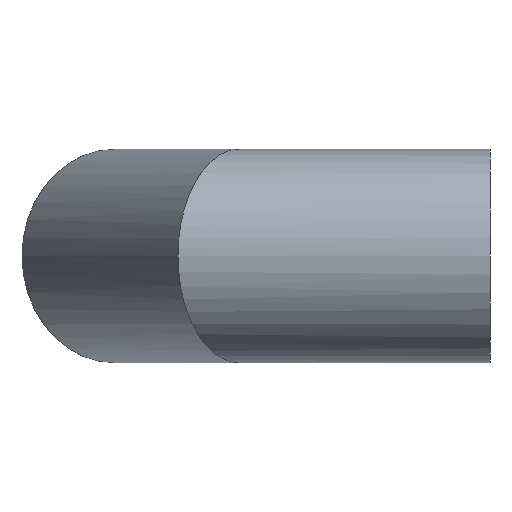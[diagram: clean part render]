
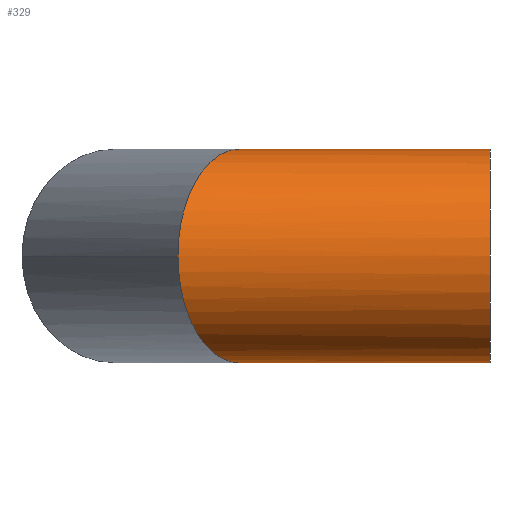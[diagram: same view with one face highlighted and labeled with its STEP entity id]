
A CAD part, left-side view. The second image highlights one B-rep face of the part: STEP entity #329.
In plain terms, the highlighted cylindrical face has radius 62.5 mm (diameter 125 mm), a partial arc.
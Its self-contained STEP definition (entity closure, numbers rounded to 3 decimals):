
#7 = EDGE_LOOP ( 'NONE', ( #103, #33, #89, #38, #175 ) ) ;
#12 = CARTESIAN_POINT ( 'NONE',  ( -62.5, 182.751, 0. ) ) ;
#16 = DIRECTION ( 'NONE',  ( 0., 1., 0. ) ) ;
#33 = ORIENTED_EDGE ( 'NONE', *, *, #322, .T. ) ;
#38 = ORIENTED_EDGE ( 'NONE', *, *, #183, .T. ) ;
#42 = CARTESIAN_POINT ( 'NONE',  ( 0., 146.667, 62.5 ) ) ;
#53 = DIRECTION ( 'NONE',  ( 0., 0., 1. ) ) ;
#59 = CARTESIAN_POINT ( 'NONE',  ( 0., 0., 0. ) ) ;
#76 = CARTESIAN_POINT ( 'NONE',  ( 0., 146.667, -62.5 ) ) ;
#82 = FACE_OUTER_BOUND ( 'NONE', #7, .T. ) ;
#85 = CARTESIAN_POINT ( 'NONE',  ( 0., 0., 0. ) ) ;
#89 = ORIENTED_EDGE ( 'NONE', *, *, #129, .T. ) ;
#96 = VERTEX_POINT ( 'NONE', #157 ) ;
#103 = ORIENTED_EDGE ( 'NONE', *, *, #195, .F. ) ;
#104 = LINE ( 'NONE', #245, #276 ) ;
#107 = VERTEX_POINT ( 'NONE', #378 ) ;
#108 = DIRECTION ( 'NONE',  ( 0., 1., 0. ) ) ;
#113 = CARTESIAN_POINT ( 'NONE',  ( -36.612, 167.804, -62.5 ) ) ;
#114 = DIRECTION ( 'NONE',  ( 0., 0., 1. ) ) ;
#127 = CARTESIAN_POINT ( 'NONE',  ( -62.5, 182.751, 0. ) ) ;
#129 = EDGE_CURVE ( 'NONE', #96, #107, #184, .T. ) ;
#134 = CARTESIAN_POINT ( 'NONE',  ( 0., 146.667, -62.5 ) ) ;
#140 = VERTEX_POINT ( 'NONE', #12 ) ;
#149 =( BOUNDED_CURVE ( )  B_SPLINE_CURVE ( 3, ( #197, #283, #113, #134 ),
 .UNSPECIFIED., .F., .F. ) 
 B_SPLINE_CURVE_WITH_KNOTS ( ( 4, 4 ),
 ( 0., 1.571 ),
 .UNSPECIFIED. ) 
 CURVE ( )  GEOMETRIC_REPRESENTATION_ITEM ( )  RATIONAL_B_SPLINE_CURVE ( ( 1., 0.805, 0.805, 1. ) ) 
 REPRESENTATION_ITEM ( '' )  );
#157 = CARTESIAN_POINT ( 'NONE',  ( 0., 0., 62.5 ) ) ;
#158 = CARTESIAN_POINT ( 'NONE',  ( -36.612, 167.804, 62.5 ) ) ;
#166 = AXIS2_PLACEMENT_3D ( 'NONE', #59, #250, #114 ) ;
#175 = ORIENTED_EDGE ( 'NONE', *, *, #368, .T. ) ;
#183 = EDGE_CURVE ( 'NONE', #107, #140, #264, .T. ) ;
#184 = LINE ( 'NONE', #308, #386 ) ;
#187 = CYLINDRICAL_SURFACE ( 'NONE', #313, 62.5 ) ;
#195 = EDGE_CURVE ( 'NONE', #238, #210, #104, .T. ) ;
#197 = CARTESIAN_POINT ( 'NONE',  ( -62.5, 182.751, 0. ) ) ;
#210 = VERTEX_POINT ( 'NONE', #76 ) ;
#216 = CARTESIAN_POINT ( 'NONE',  ( -62.5, 182.751, 36.612 ) ) ;
#224 = DIRECTION ( 'NONE',  ( 0., 1., 0. ) ) ;
#238 = VERTEX_POINT ( 'NONE', #252 ) ;
#245 = CARTESIAN_POINT ( 'NONE',  ( 0., 0., -62.5 ) ) ;
#250 = DIRECTION ( 'NONE',  ( 0., 1., 0. ) ) ;
#252 = CARTESIAN_POINT ( 'NONE',  ( 0., 0., -62.5 ) ) ;
#264 =( BOUNDED_CURVE ( )  B_SPLINE_CURVE ( 3, ( #42, #158, #216, #127 ),
 .UNSPECIFIED., .F., .F. ) 
 B_SPLINE_CURVE_WITH_KNOTS ( ( 4, 4 ),
 ( 4.712, 6.283 ),
 .UNSPECIFIED. ) 
 CURVE ( )  GEOMETRIC_REPRESENTATION_ITEM ( )  RATIONAL_B_SPLINE_CURVE ( ( 1., 0.805, 0.805, 1. ) ) 
 REPRESENTATION_ITEM ( '' )  );
#276 = VECTOR ( 'NONE', #108, 1000. ) ;
#282 = CIRCLE ( 'NONE', #166, 62.5 ) ;
#283 = CARTESIAN_POINT ( 'NONE',  ( -62.5, 182.751, -36.612 ) ) ;
#308 = CARTESIAN_POINT ( 'NONE',  ( 0., 0., 62.5 ) ) ;
#313 = AXIS2_PLACEMENT_3D ( 'NONE', #85, #224, #53 ) ;
#322 = EDGE_CURVE ( 'NONE', #238, #96, #282, .T. ) ;
#329 = ADVANCED_FACE ( 'NONE', ( #82 ), #187, .T. ) ;
#368 = EDGE_CURVE ( 'NONE', #140, #210, #149, .T. ) ;
#378 = CARTESIAN_POINT ( 'NONE',  ( 0., 146.667, 62.5 ) ) ;
#386 = VECTOR ( 'NONE', #16, 1000. ) ;
